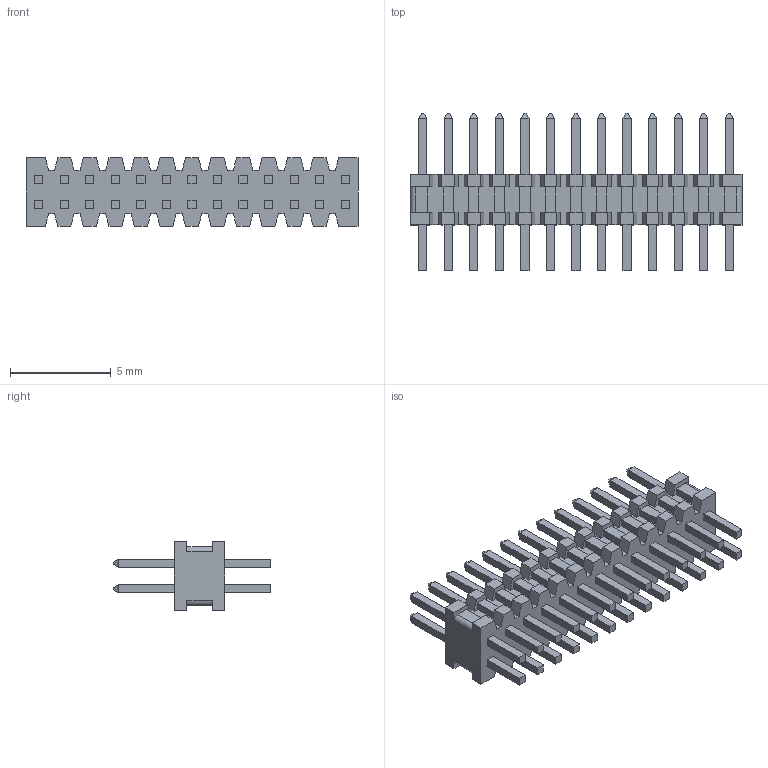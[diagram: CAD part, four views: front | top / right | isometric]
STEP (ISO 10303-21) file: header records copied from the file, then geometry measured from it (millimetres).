
FILE_DESCRIPTION (( 'STEP AP214' ), '1' );
FILE_NAME ('FTSH-113-01-F-D.STEP', '2020-04-15T21:19:02', ( '' ), ( '' ), 'SwSTEP 2.0', 'SolidWorks 2018', '' );
FILE_SCHEMA (( 'AUTOMOTIVE_DESIGN' ));
Length unit declared in the file: inch
Products named in the file (1): FTSH-113-01-F-D
Bounding box: 16.51 x 7.85 x 3.43 mm (x, y, z)
Volume: 136.3 mm3; surface area: 706.3 mm2
Topology: 53 solids, 53 shells, 826 faces, 2056 edges, 1336 vertices
Faces by surface type: plane 822, cylinder 4
Entity records: 27732 total; most frequent: CARTESIAN_POINT 4219, ORIENTED_EDGE 4112, DIRECTION 3718, EDGE_CURVE 2056, VECTOR 2048, LINE 2048, VERTEX_POINT 1336, EDGE_LOOP 878
